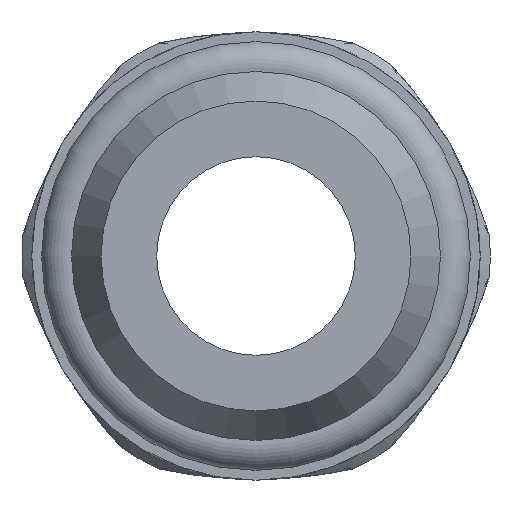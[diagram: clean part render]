
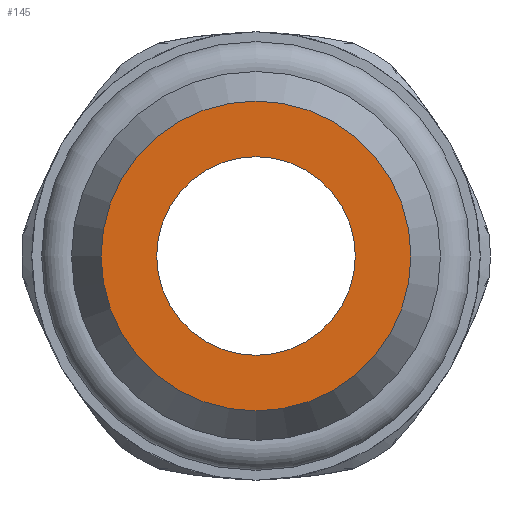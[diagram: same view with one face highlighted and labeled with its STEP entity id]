
A CAD part, front view. The second image highlights one B-rep face of the part: STEP entity #145.
In plain terms, the highlighted planar face has unit normal (0, -1, 0).
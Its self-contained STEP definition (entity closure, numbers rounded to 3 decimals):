
#145 = ADVANCED_FACE( 'NONE', ( #324, #325 ), #326, .T. );
#324 = FACE_OUTER_BOUND( '', #519, .T. );
#325 = FACE_BOUND( '', #520, .T. );
#326 = PLANE( '', #521 );
#519 = EDGE_LOOP( '', ( #1008 ) );
#520 = EDGE_LOOP( '', ( #1009 ) );
#521 = AXIS2_PLACEMENT_3D( '', #1010, #1011, #1012 );
#1008 = ORIENTED_EDGE( '', *, *, #1151, .T. );
#1009 = ORIENTED_EDGE( '', *, *, #1181, .F. );
#1010 = CARTESIAN_POINT( '', ( 5.461, 0., 0. ) );
#1011 = DIRECTION( '', ( 0., -1., 0. ) );
#1012 = DIRECTION( '', ( 0., 0., -1. ) );
#1151 = EDGE_CURVE( 'NONE', #1355, #1355, #1356, .T. );
#1181 = EDGE_CURVE( 'NONE', #1404, #1404, #1405, .T. );
#1355 = VERTEX_POINT( '', #1776 );
#1356 = CIRCLE( '', #1777, 5.461 );
#1404 = VERTEX_POINT( '', #1889 );
#1405 = CIRCLE( '', #1890, 3.5 );
#1776 = CARTESIAN_POINT( '', ( 0., 0., -5.461 ) );
#1777 = AXIS2_PLACEMENT_3D( '', #2225, #2226, #2227 );
#1889 = CARTESIAN_POINT( '', ( 0., 0., -3.5 ) );
#1890 = AXIS2_PLACEMENT_3D( '', #2270, #2271, #2272 );
#2225 = CARTESIAN_POINT( '', ( 0., 0., 0. ) );
#2226 = DIRECTION( '', ( 0., -1., 0. ) );
#2227 = DIRECTION( '', ( 0., 0., -1. ) );
#2270 = CARTESIAN_POINT( '', ( 0., 0., 0. ) );
#2271 = DIRECTION( '', ( 0., -1., 0. ) );
#2272 = DIRECTION( '', ( 0., 0., -1. ) );
